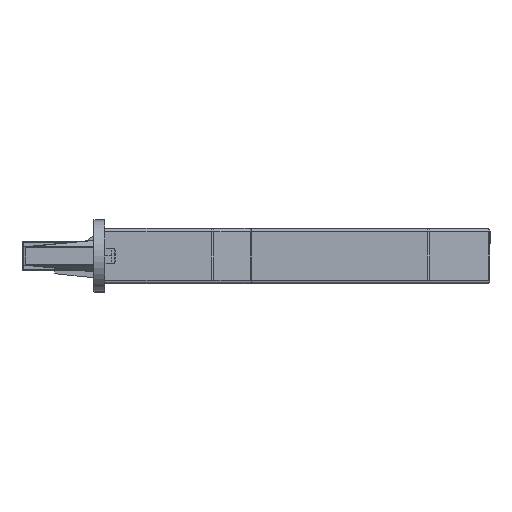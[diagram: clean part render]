
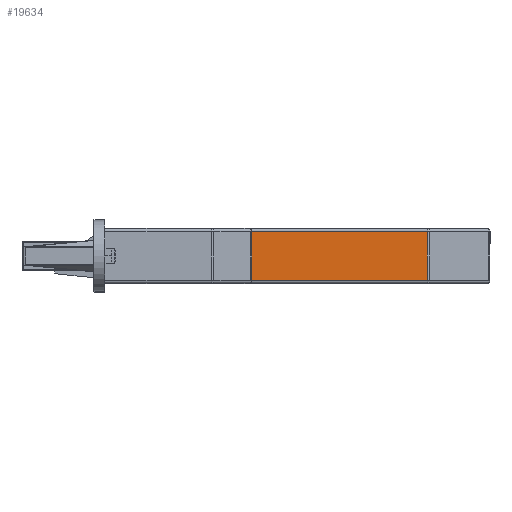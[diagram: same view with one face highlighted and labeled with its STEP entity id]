
A CAD part, front view. The second image highlights one B-rep face of the part: STEP entity #19634.
In plain terms, the highlighted face is planar.
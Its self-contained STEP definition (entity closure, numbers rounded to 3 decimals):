
#565 = DIRECTION ( 'NONE',  ( 0., 0., -1. ) ) ;
#737 = VECTOR ( 'NONE', #565, 1000. ) ;
#1052 = CARTESIAN_POINT ( 'NONE',  ( 44.75, 145.3, 7.75 ) ) ;
#1211 = CARTESIAN_POINT ( 'NONE',  ( 14., 145.3, -1.75 ) ) ;
#1437 = ORIENTED_EDGE ( 'NONE', *, *, #2466, .T. ) ;
#1865 = AXIS2_PLACEMENT_3D ( 'NONE', #3795, #10577, #14298 ) ;
#2186 = ORIENTED_EDGE ( 'NONE', *, *, #8816, .T. ) ;
#2466 = EDGE_CURVE ( 'NONE', #4294, #8894, #9128, .T. ) ;
#2714 = AXIS2_PLACEMENT_3D ( 'NONE', #15815, #15699, #17507 ) ;
#2889 = PLANE ( 'NONE',  #10936 ) ;
#3223 = DIRECTION ( 'NONE',  ( 0., 0., 1. ) ) ;
#3653 = CIRCLE ( 'NONE', #1865, 1.75 ) ;
#3795 = CARTESIAN_POINT ( 'NONE',  ( 44.75, 145.3, 6. ) ) ;
#4294 = VERTEX_POINT ( 'NONE', #9535 ) ;
#4390 = CARTESIAN_POINT ( 'NONE',  ( 14., 145.3, 12.75 ) ) ;
#4582 = VECTOR ( 'NONE', #13580, 1000. ) ;
#4863 = ORIENTED_EDGE ( 'NONE', *, *, #11547, .T. ) ;
#5217 = CIRCLE ( 'NONE', #2714, 1.75 ) ;
#5454 = FACE_OUTER_BOUND ( 'NONE', #19494, .T. ) ;
#6421 = VERTEX_POINT ( 'NONE', #8108 ) ;
#6578 = CARTESIAN_POINT ( 'NONE',  ( 103.586, 145.3, -0.75 ) ) ;
#6806 = ORIENTED_EDGE ( 'NONE', *, *, #15405, .T. ) ;
#8011 = VERTEX_POINT ( 'NONE', #1052 ) ;
#8108 = CARTESIAN_POINT ( 'NONE',  ( 14., 145.3, -0.75 ) ) ;
#8564 = ORIENTED_EDGE ( 'NONE', *, *, #13697, .T. ) ;
#8816 = EDGE_CURVE ( 'NONE', #6421, #13632, #9751, .T. ) ;
#8894 = VERTEX_POINT ( 'NONE', #6578 ) ;
#9128 = LINE ( 'NONE', #16005, #737 ) ;
#9535 = CARTESIAN_POINT ( 'NONE',  ( 103.586, 145.3, 12.75 ) ) ;
#9730 = VERTEX_POINT ( 'NONE', #11294 ) ;
#9751 = LINE ( 'NONE', #16953, #4582 ) ;
#10138 = LINE ( 'NONE', #13853, #18716 ) ;
#10577 = DIRECTION ( 'NONE',  ( 0., -1., 0. ) ) ;
#10936 = AXIS2_PLACEMENT_3D ( 'NONE', #1211, #11694, #3223 ) ;
#11167 = DIRECTION ( 'NONE',  ( 1., 0., 0. ) ) ;
#11294 = CARTESIAN_POINT ( 'NONE',  ( 44.75, 145.3, 4.25 ) ) ;
#11547 = EDGE_CURVE ( 'NONE', #9730, #8011, #5217, .T. ) ;
#11596 = LINE ( 'NONE', #18464, #18053 ) ;
#11694 = DIRECTION ( 'NONE',  ( 0., 1., 0. ) ) ;
#11923 = FACE_BOUND ( 'NONE', #15886, .T. ) ;
#13580 = DIRECTION ( 'NONE',  ( 0., 0., 1. ) ) ;
#13632 = VERTEX_POINT ( 'NONE', #4390 ) ;
#13697 = EDGE_CURVE ( 'NONE', #8894, #6421, #10138, .T. ) ;
#13853 = CARTESIAN_POINT ( 'NONE',  ( 14., 145.3, -0.75 ) ) ;
#14149 = ORIENTED_EDGE ( 'NONE', *, *, #21963, .T. ) ;
#14298 = DIRECTION ( 'NONE',  ( 0., 0., -1. ) ) ;
#15405 = EDGE_CURVE ( 'NONE', #8011, #9730, #3653, .T. ) ;
#15699 = DIRECTION ( 'NONE',  ( 0., -1., 0. ) ) ;
#15815 = CARTESIAN_POINT ( 'NONE',  ( 44.75, 145.3, 6. ) ) ;
#15886 = EDGE_LOOP ( 'NONE', ( #4863, #6806 ) ) ;
#16005 = CARTESIAN_POINT ( 'NONE',  ( 103.586, 145.3, -1.75 ) ) ;
#16953 = CARTESIAN_POINT ( 'NONE',  ( 14., 145.3, -1.75 ) ) ;
#17507 = DIRECTION ( 'NONE',  ( 0., 0., -1. ) ) ;
#18053 = VECTOR ( 'NONE', #11167, 1000. ) ;
#18464 = CARTESIAN_POINT ( 'NONE',  ( 14., 145.3, 12.75 ) ) ;
#18716 = VECTOR ( 'NONE', #19532, 1000. ) ;
#19494 = EDGE_LOOP ( 'NONE', ( #2186, #14149, #1437, #8564 ) ) ;
#19532 = DIRECTION ( 'NONE',  ( -1., 0., 0. ) ) ;
#19634 = ADVANCED_FACE ( 'NONE', ( #11923, #5454 ), #2889, .T. ) ;
#21963 = EDGE_CURVE ( 'NONE', #13632, #4294, #11596, .T. ) ;
